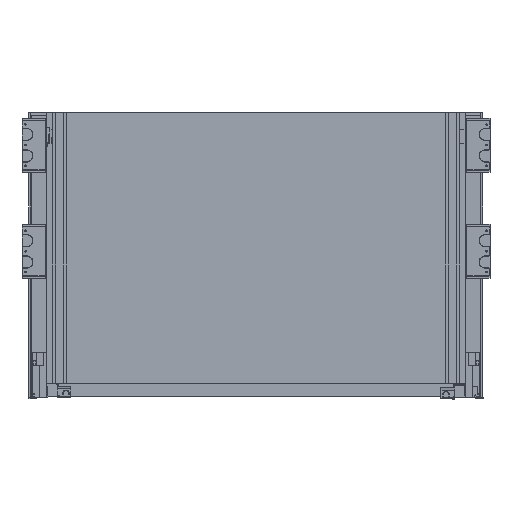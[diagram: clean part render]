
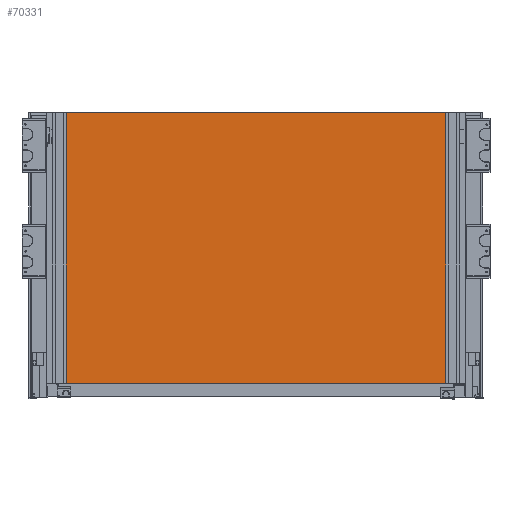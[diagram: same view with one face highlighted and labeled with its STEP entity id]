
A CAD part, front view. The second image highlights one B-rep face of the part: STEP entity #70331.
In plain terms, the highlighted planar face has unit normal (0, -1, 0).
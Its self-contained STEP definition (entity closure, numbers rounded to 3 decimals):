
#4019=FACE_OUTER_BOUND('',#7690,.T.);
#7690=EDGE_LOOP('',(#43819,#43820,#43821,#43822));
#11596=LINE('',#97041,#19289);
#11600=LINE('',#97049,#19293);
#11603=LINE('',#97055,#19296);
#11606=LINE('',#97060,#19299);
#19289=VECTOR('',#79187,1000.);
#19293=VECTOR('',#79193,1000.);
#19296=VECTOR('',#79198,1000.);
#19299=VECTOR('',#79203,1000.);
#26982=VERTEX_POINT('',#97039);
#26983=VERTEX_POINT('',#97040);
#26986=VERTEX_POINT('',#97048);
#26988=VERTEX_POINT('',#97054);
#33612=EDGE_CURVE('',#26982,#26983,#11596,.T.);
#33616=EDGE_CURVE('',#26983,#26986,#11600,.T.);
#33619=EDGE_CURVE('',#26986,#26988,#11603,.T.);
#33622=EDGE_CURVE('',#26988,#26982,#11606,.T.);
#43819=ORIENTED_EDGE('',*,*,#33612,.F.);
#43820=ORIENTED_EDGE('',*,*,#33622,.F.);
#43821=ORIENTED_EDGE('',*,*,#33619,.F.);
#43822=ORIENTED_EDGE('',*,*,#33616,.F.);
#64178=PLANE('',#74107);
#70331=ADVANCED_FACE('',(#4019),#64178,.T.);
#74107=AXIS2_PLACEMENT_3D('',#97063,#79207,#79208);
#79187=DIRECTION('',(0.,0.,-1.));
#79193=DIRECTION('',(-1.,0.,0.));
#79198=DIRECTION('',(0.,0.,1.));
#79203=DIRECTION('',(1.,0.,0.));
#79207=DIRECTION('center_axis',(0.,-1.,0.));
#79208=DIRECTION('ref_axis',(0.,0.,-1.));
#97039=CARTESIAN_POINT('',(1240.977,1298.439,147.6));
#97040=CARTESIAN_POINT('',(1240.977,1298.439,-178.4));
#97041=CARTESIAN_POINT('',(1240.977,1298.439,147.6));
#97048=CARTESIAN_POINT('',(751.977,1298.439,-178.4));
#97049=CARTESIAN_POINT('',(751.977,1298.439,-178.4));
#97054=CARTESIAN_POINT('',(751.977,1298.439,147.6));
#97055=CARTESIAN_POINT('',(751.977,1298.439,147.6));
#97060=CARTESIAN_POINT('',(751.977,1298.439,147.6));
#97063=CARTESIAN_POINT('Origin',(996.477,1298.439,-15.4));
